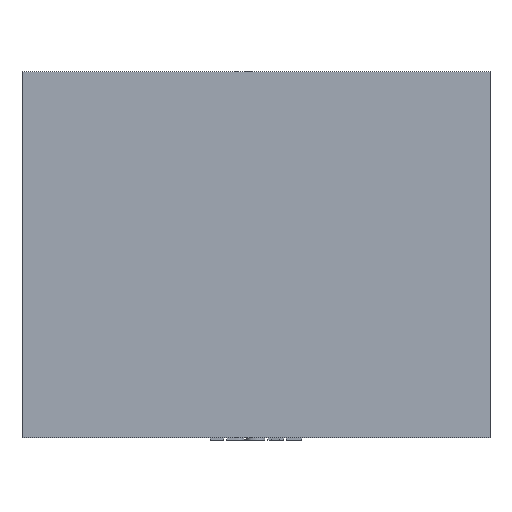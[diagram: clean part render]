
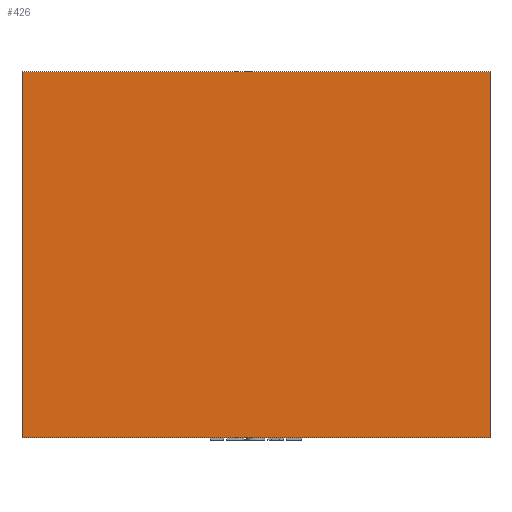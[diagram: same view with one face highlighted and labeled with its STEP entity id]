
A CAD part, top view. The second image highlights one B-rep face of the part: STEP entity #426.
In plain terms, the highlighted planar face has unit normal (0, 0, 1).
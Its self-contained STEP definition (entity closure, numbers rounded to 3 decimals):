
#426 = ADVANCED_FACE( '', ( #1198 ), #1199, .F. );
#1198 = FACE_OUTER_BOUND( '', #5626, .T. );
#1199 = PLANE( '', #5627 );
#5626 = EDGE_LOOP( '', ( #8218, #8219, #8220, #8221 ) );
#5627 = AXIS2_PLACEMENT_3D( '', #8222, #8223, #8224 );
#8218 = ORIENTED_EDGE( '', *, *, #8670, .T. );
#8219 = ORIENTED_EDGE( '', *, *, #8265, .F. );
#8220 = ORIENTED_EDGE( '', *, *, #8423, .F. );
#8221 = ORIENTED_EDGE( '', *, *, #8587, .T. );
#8222 = CARTESIAN_POINT( '', ( 292.1, -228.6, 53.975 ) );
#8223 = DIRECTION( '', ( 0., 0., -1. ) );
#8224 = DIRECTION( '', ( -1., 0., 0. ) );
#8265 = EDGE_CURVE( '', #9204, #9202, #9206, .T. );
#8423 = EDGE_CURVE( '', #9495, #9204, #9497, .T. );
#8587 = EDGE_CURVE( '', #9495, #9760, #9762, .T. );
#8670 = EDGE_CURVE( '', #9760, #9202, #9890, .T. );
#9202 = VERTEX_POINT( '', #10847 );
#9204 = VERTEX_POINT( '', #10850 );
#9206 = LINE( '', #10853, #10854 );
#9495 = VERTEX_POINT( '', #11633 );
#9497 = LINE( '', #11636, #11637 );
#9760 = VERTEX_POINT( '', #12428 );
#9762 = LINE( '', #12431, #12432 );
#9890 = LINE( '', #12848, #12849 );
#10847 = CARTESIAN_POINT( '', ( -292.1, 228.6, 53.975 ) );
#10850 = CARTESIAN_POINT( '', ( -292.1, -228.6, 53.975 ) );
#10853 = CARTESIAN_POINT( '', ( -292.1, -228.6, 53.975 ) );
#10854 = VECTOR( '', #15168, 1000. );
#11633 = CARTESIAN_POINT( '', ( 292.1, -228.6, 53.975 ) );
#11636 = CARTESIAN_POINT( '', ( 292.1, -228.6, 53.975 ) );
#11637 = VECTOR( '', #15265, 1000. );
#12428 = CARTESIAN_POINT( '', ( 292.1, 228.6, 53.975 ) );
#12431 = CARTESIAN_POINT( '', ( 292.1, -228.6, 53.975 ) );
#12432 = VECTOR( '', #15453, 1000. );
#12848 = CARTESIAN_POINT( '', ( 292.1, 228.6, 53.975 ) );
#12849 = VECTOR( '', #15535, 1000. );
#15168 = DIRECTION( '', ( 0., 1., 0. ) );
#15265 = DIRECTION( '', ( -1., 0., 0. ) );
#15453 = DIRECTION( '', ( 0., 1., 0. ) );
#15535 = DIRECTION( '', ( -1., 0., 0. ) );
